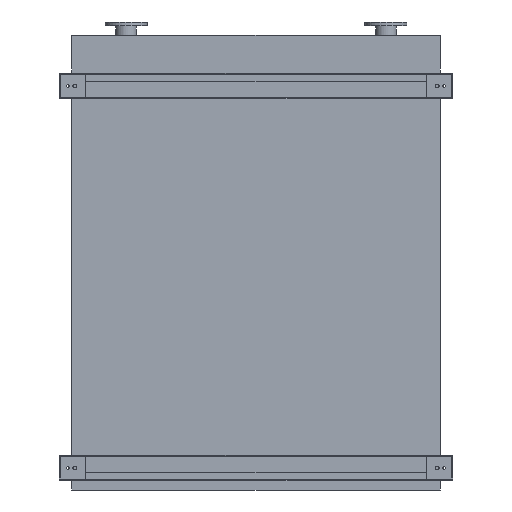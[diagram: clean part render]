
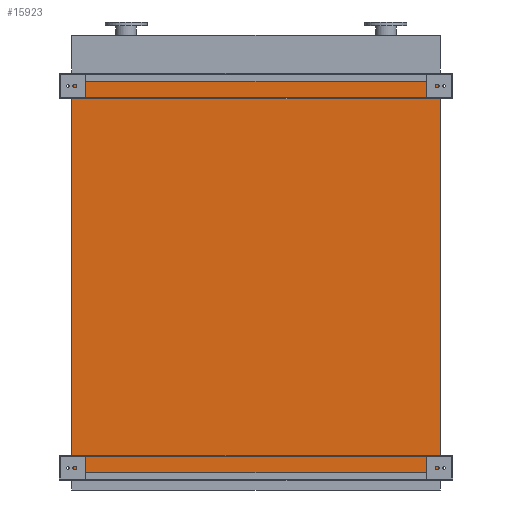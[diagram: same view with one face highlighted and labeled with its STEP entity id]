
A CAD part, front view. The second image highlights one B-rep face of the part: STEP entity #15923.
In plain terms, the highlighted planar face has unit normal (0, -1, 0).
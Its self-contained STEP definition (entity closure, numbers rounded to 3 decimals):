
#1214 = DIRECTION ( 'NONE',  ( 0., -1., 0. ) ) ;
#1347 = CARTESIAN_POINT ( 'NONE',  ( -965., 0., -2050. ) ) ;
#1952 = CARTESIAN_POINT ( 'NONE',  ( 965., 0., 0. ) ) ;
#2117 = VERTEX_POINT ( 'NONE', #15194 ) ;
#2866 = ORIENTED_EDGE ( 'NONE', *, *, #3028, .T. ) ;
#2899 = DIRECTION ( 'NONE',  ( 1., 0., 0. ) ) ;
#3028 = EDGE_CURVE ( 'NONE', #2117, #13418, #9365, .T. ) ;
#5174 = EDGE_LOOP ( 'NONE', ( #17620, #6332, #20755, #2866 ) ) ;
#5723 = CARTESIAN_POINT ( 'NONE',  ( -965., 0., 0. ) ) ;
#6332 = ORIENTED_EDGE ( 'NONE', *, *, #22487, .F. ) ;
#6353 = VERTEX_POINT ( 'NONE', #1347 ) ;
#6748 = DIRECTION ( 'NONE',  ( 0., 0., 1. ) ) ;
#6871 = VERTEX_POINT ( 'NONE', #20764 ) ;
#7030 = LINE ( 'NONE', #13845, #21312 ) ;
#8558 = CARTESIAN_POINT ( 'NONE',  ( -965., 0., -2050. ) ) ;
#8906 = EDGE_CURVE ( 'NONE', #6871, #13418, #10234, .T. ) ;
#9365 = LINE ( 'NONE', #12185, #13004 ) ;
#10234 = LINE ( 'NONE', #5723, #19097 ) ;
#11374 = FACE_OUTER_BOUND ( 'NONE', #5174, .T. ) ;
#12185 = CARTESIAN_POINT ( 'NONE',  ( 965., 0., -2050. ) ) ;
#13004 = VECTOR ( 'NONE', #6748, 1000. ) ;
#13418 = VERTEX_POINT ( 'NONE', #1952 ) ;
#13845 = CARTESIAN_POINT ( 'NONE',  ( -965., 0., -2050. ) ) ;
#13990 = DIRECTION ( 'NONE',  ( 0., 0., 1. ) ) ;
#14001 = DIRECTION ( 'NONE',  ( 0., 0., -1. ) ) ;
#14304 = CARTESIAN_POINT ( 'NONE',  ( -965., 0., -2050. ) ) ;
#15194 = CARTESIAN_POINT ( 'NONE',  ( 965., 0., -2050. ) ) ;
#15850 = EDGE_CURVE ( 'NONE', #6353, #2117, #7030, .T. ) ;
#15923 = ADVANCED_FACE ( 'NONE', ( #11374 ), #19262, .T. ) ;
#17620 = ORIENTED_EDGE ( 'NONE', *, *, #8906, .F. ) ;
#18176 = VECTOR ( 'NONE', #13990, 1000. ) ;
#19097 = VECTOR ( 'NONE', #20081, 1000. ) ;
#19262 = PLANE ( 'NONE',  #22638 ) ;
#20081 = DIRECTION ( 'NONE',  ( 1., 0., 0. ) ) ;
#20755 = ORIENTED_EDGE ( 'NONE', *, *, #15850, .T. ) ;
#20764 = CARTESIAN_POINT ( 'NONE',  ( -965., 0., 0. ) ) ;
#21312 = VECTOR ( 'NONE', #2899, 1000. ) ;
#22487 = EDGE_CURVE ( 'NONE', #6353, #6871, #23239, .T. ) ;
#22638 = AXIS2_PLACEMENT_3D ( 'NONE', #8558, #1214, #14001 ) ;
#23239 = LINE ( 'NONE', #14304, #18176 ) ;
